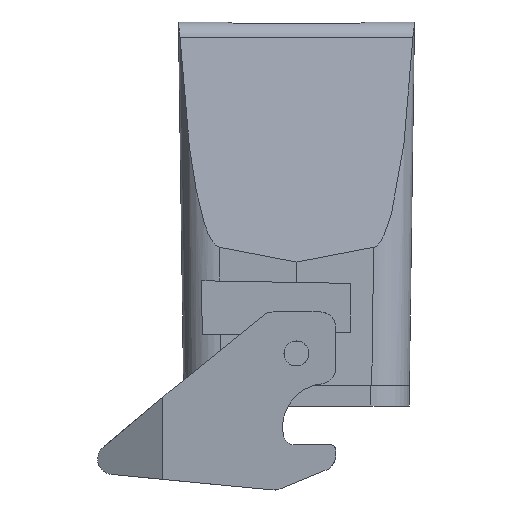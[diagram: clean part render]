
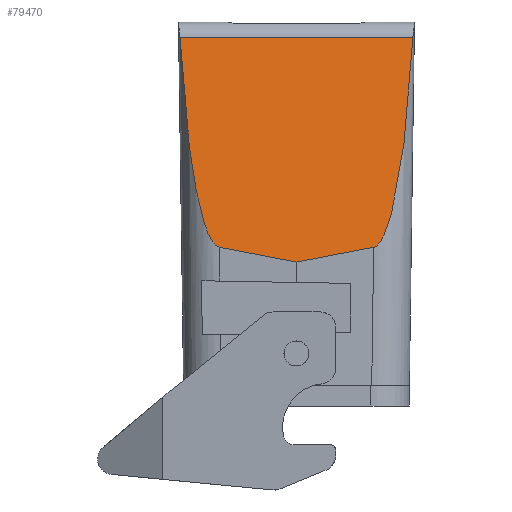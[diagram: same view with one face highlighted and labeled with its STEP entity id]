
A CAD part, front view. The second image highlights one B-rep face of the part: STEP entity #79470.
In plain terms, the highlighted face is planar.
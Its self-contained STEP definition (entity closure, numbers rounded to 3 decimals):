
#42900=CARTESIAN_POINT('',(30.,0.992,
0.));
#42910=VERTEX_POINT('',#42900);
#42990=CARTESIAN_POINT('',(29.608,-1.889,
-14.984));
#43000=VERTEX_POINT('',#42990);
#43030=CARTESIAN_POINT('',(30.232,2.697,
8.868));
#43040=DIRECTION('',(-0.026,-0.189,
-0.982));
#43050=VECTOR('',#43040,1.);
#43060=LINE('',#43030,#43050);
#43070=EDGE_CURVE('',#42910,#43000,#43060,.T.);
#52260=CARTESIAN_POINT('',(29.608,-1.889,
14.984));
#52270=VERTEX_POINT('',#52260);
#52500=CARTESIAN_POINT('',(29.768,-0.713,
8.868));
#52510=DIRECTION('',(-0.026,-0.189,
0.982));
#52520=VECTOR('',#52510,1.);
#52530=LINE('',#52500,#52520);
#52540=EDGE_CURVE('',#42910,#52270,#52530,.T.);
#55850=CARTESIAN_POINT('',(24.067,-42.572,
-22.594));
#55860=VERTEX_POINT('',#55850);
#55890=CARTESIAN_POINT('',(22.09,-57.086,
-15.56));
#55900=DIRECTION('',(-0.991,0.135,
0.));
#55910=DIRECTION('',(-0.135,-0.991,
-0.014));
#55920=AXIS2_PLACEMENT_3D('',#55890,#55900,#55910);
#55930=ELLIPSE('',#55920,55.731,7.5);
#55940=EDGE_CURVE('',#43000,#55860,#55930,.T.);
#79220=CARTESIAN_POINT('',(31.121,9.221,
2.341));
#79230=DIRECTION('',(-0.991,0.135,
0.));
#79240=DIRECTION('',(-0.135,-0.991,
0.));
#79250=AXIS2_PLACEMENT_3D('',#79220,#79230,#79240);
#79260=PLANE('',#79250);
#79270=ORIENTED_EDGE('',*,*,#43070,.F.);
#79280=ORIENTED_EDGE('',*,*,#55940,.F.);
#79290=CARTESIAN_POINT('',(24.067,-42.572,
8.868));
#79300=DIRECTION('',(0.,0.,1.));
#79310=VECTOR('',#79300,1.);
#79320=LINE('',#79290,#79310);
#79330=CARTESIAN_POINT('',(24.067,-42.572,
22.594));
#79340=VERTEX_POINT('',#79330);
#79350=EDGE_CURVE('',#55860,#79340,#79320,.T.);
#79360=ORIENTED_EDGE('',*,*,#79350,.F.);
#79370=CARTESIAN_POINT('',(22.09,-57.086,
15.56));
#79380=DIRECTION('',(-0.991,0.135,
0.));
#79390=DIRECTION('',(-0.135,-0.991,
0.014));
#79400=AXIS2_PLACEMENT_3D('',#79370,#79380,#79390);
#79410=ELLIPSE('',#79400,55.731,7.5);
#79420=EDGE_CURVE('',#79340,#52270,#79410,.T.);
#79430=ORIENTED_EDGE('',*,*,#79420,.F.);
#79440=ORIENTED_EDGE('',*,*,#52540,.T.);
#79450=EDGE_LOOP('',(#79440,#79430,#79360,#79280,#79270));
#79460=FACE_OUTER_BOUND('',#79450,.T.);
#79470=ADVANCED_FACE('',(#79460),#79260,.F.);
